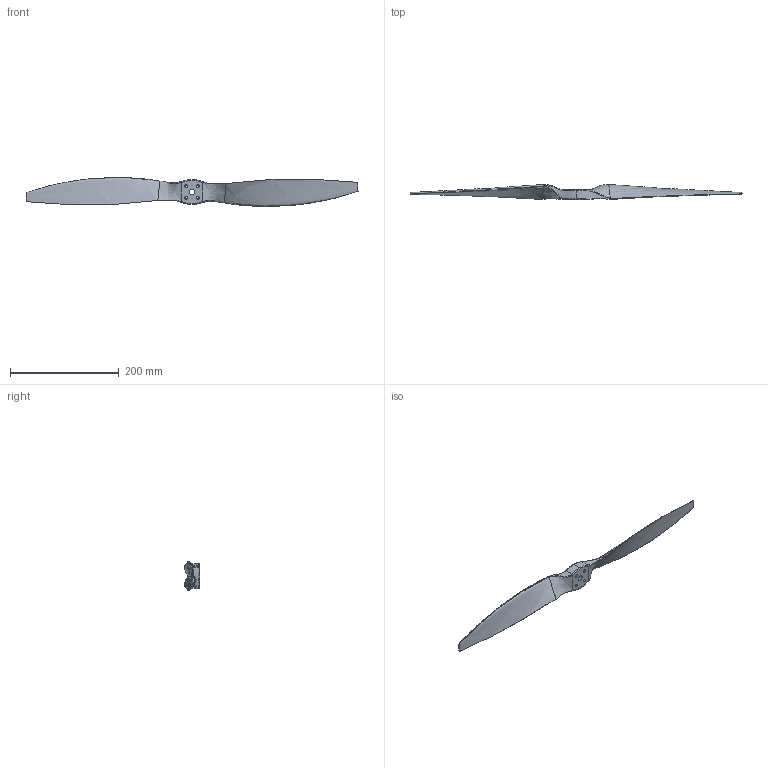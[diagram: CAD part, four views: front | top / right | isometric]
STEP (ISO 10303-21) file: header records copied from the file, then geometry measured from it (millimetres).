
FILE_DESCRIPTION (( 'STEP AP214' ), '1' );
FILE_NAME ('24x12.STEP', '2021-07-20T17:17:04', ( '' ), ( '' ), 'SwSTEP 2.0', 'SolidWorks 2014', '' );
FILE_SCHEMA (( 'AUTOMOTIVE_DESIGN' ));
Length unit declared in the file: millimetre
Products named in the file (1): 24x12
Bounding box: 609.59 x 27.54 x 53.12 mm (x, y, z)
Volume: 175754.9 mm3; surface area: 59313.5 mm2
Topology: 3 solids, 3 shells, 66 faces, 162 edges, 102 vertices
Faces by surface type: bspline 46, cylinder 12, plane 8
Entity records: 6966 total; most frequent: CARTESIAN_POINT 5675, ORIENTED_EDGE 324, EDGE_CURVE 162, DIRECTION 130, VERTEX_POINT 102, B_SPLINE_CURVE_WITH_KNOTS 102, EDGE_LOOP 76, FACE_OUTER_BOUND 66
